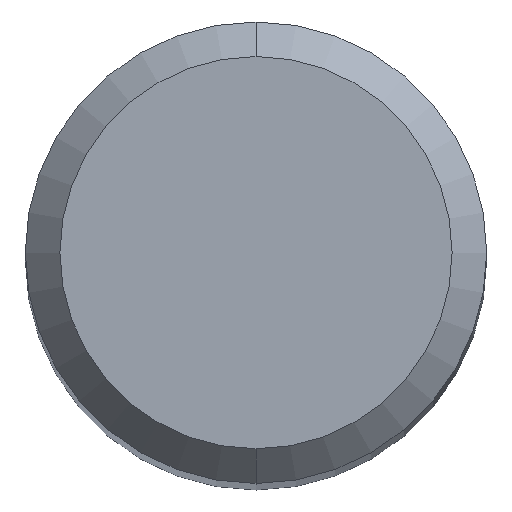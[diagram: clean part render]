
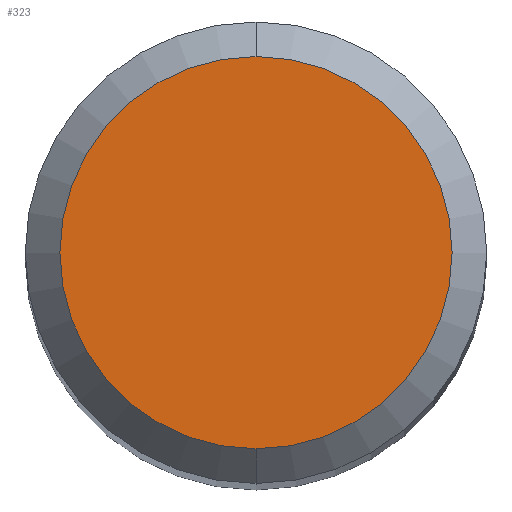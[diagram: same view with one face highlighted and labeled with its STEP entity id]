
A CAD part, top view. The second image highlights one B-rep face of the part: STEP entity #323.
In plain terms, the highlighted planar face has unit normal (0, 0, 1).
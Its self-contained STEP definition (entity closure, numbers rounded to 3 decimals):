
#289=EDGE_CURVE('',#369,#431,#607,.T.);
#323=ADVANCED_FACE('',(#644),#645,.T.);
#369=VERTEX_POINT('',#697);
#431=VERTEX_POINT('',#766);
#449=EDGE_CURVE('',#431,#369,#785,.T.);
#607=CIRCLE('',#1051,1.7);
#644=FACE_OUTER_BOUND('',#1122,.T.);
#645=PLANE('',#1123);
#697=CARTESIAN_POINT('',(0.,-1.7,0.0));
#766=CARTESIAN_POINT('',(0.0,1.7,0.0));
#785=CIRCLE('',#1397,1.7);
#1051=AXIS2_PLACEMENT_3D('',#1569,#1570,#1571);
#1122=EDGE_LOOP('',(#1608,#1609));
#1123=AXIS2_PLACEMENT_3D('',#1610,#1611,#1612);
#1397=AXIS2_PLACEMENT_3D('',#1787,#1788,#1789);
#1569=CARTESIAN_POINT('',(0.0,0.0,0.0));
#1570=DIRECTION('',(0.0,0.0,-1.0));
#1571=DIRECTION('',(0.0,1.0,0.0));
#1608=ORIENTED_EDGE('',*,*,#449,.F.);
#1609=ORIENTED_EDGE('',*,*,#289,.F.);
#1610=CARTESIAN_POINT('',(0.0,0.85,0.0));
#1611=DIRECTION('',(-0.0,0.0,1.0));
#1612=DIRECTION('',(0.0,-1.0,0.0));
#1787=CARTESIAN_POINT('',(0.0,0.0,0.0));
#1788=DIRECTION('',(0.0,0.0,-1.0));
#1789=DIRECTION('',(0.0,1.0,0.0));
